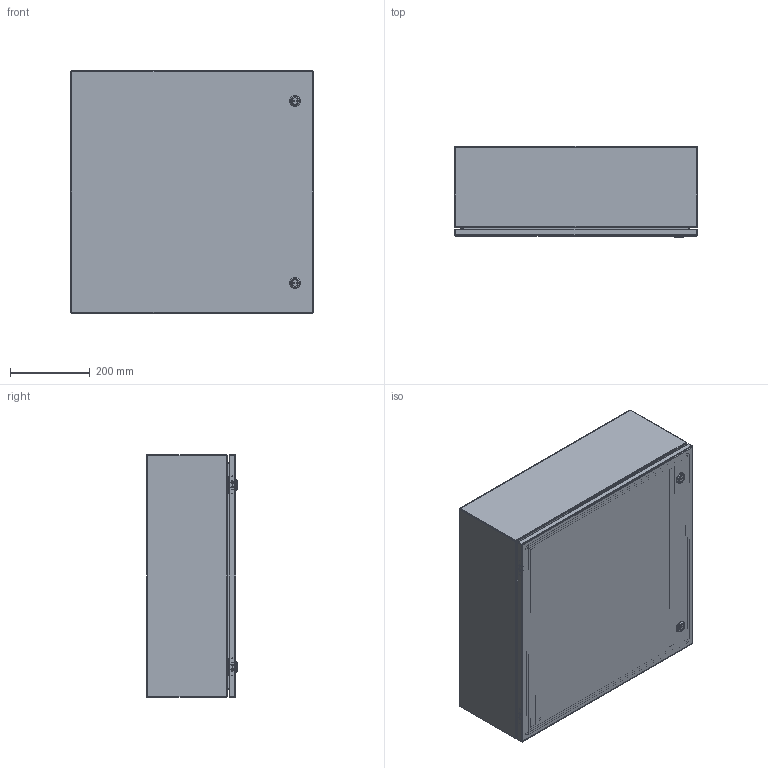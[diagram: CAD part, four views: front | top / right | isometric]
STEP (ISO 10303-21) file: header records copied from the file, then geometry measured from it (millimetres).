
FILE_DESCRIPTION (( 'STEP AP203' ), '1' );
FILE_NAME ('EN4SD24248S16_Default.step', '2019-11-14T20:56:00', ( '' ), ( '' ), 'SwSTEP 2.0', 'SolidWorks 2019', '' );
FILE_SCHEMA (( 'CONFIG_CONTROL_DESIGN' ));
Length unit declared in the file: inch
Products named in the file (1): EN4SD24248S16_Default
Bounding box: 609.6 x 228.65 x 609.6 mm (x, y, z)
Volume: 2687211.7 mm3; surface area: 2965586.2 mm2
Topology: 29 solids, 30 shells, 820 faces, 1944 edges, 1212 vertices
Faces by surface type: plane 414, cylinder 262, bspline 96, cone 24, torus 24
Entity records: 27097 total; most frequent: CARTESIAN_POINT 8429, ORIENTED_EDGE 3864, DIRECTION 3814, EDGE_CURVE 1932, AXIS2_PLACEMENT_3D 1337, VERTEX_POINT 1212, VECTOR 1140, LINE 1140
